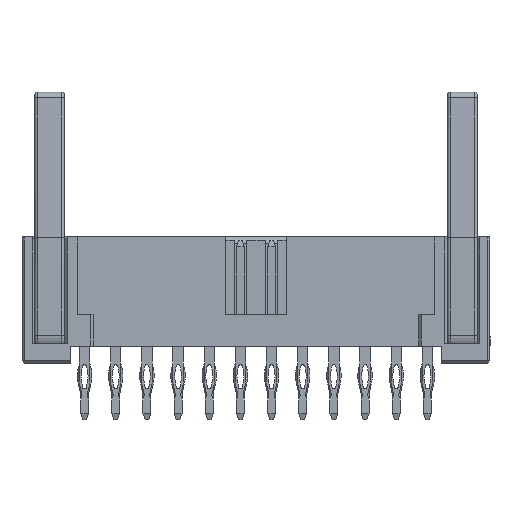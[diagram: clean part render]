
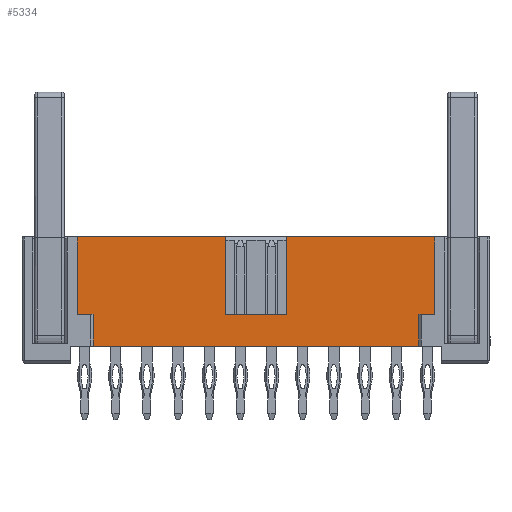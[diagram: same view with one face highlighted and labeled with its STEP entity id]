
A CAD part, front view. The second image highlights one B-rep face of the part: STEP entity #5334.
In plain terms, the highlighted planar face has unit normal (0, -1, 0).
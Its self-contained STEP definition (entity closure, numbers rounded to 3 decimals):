
#1427=CARTESIAN_POINT('',(-13.27,-4.35,-1.15));
#1428=VERTEX_POINT('',#1427);
#1435=CARTESIAN_POINT('',(-14.57,-4.35,-1.15));
#1436=VERTEX_POINT('',#1435);
#1437=CARTESIAN_POINT('',(-13.27,-4.35,-1.15));
#1438=DIRECTION('',(-1.,0.,0.));
#1439=VECTOR('',#1438,1.3);
#1440=LINE('',#1437,#1439);
#1441=EDGE_CURVE('',#1428,#1436,#1440,.T.);
#1459=CARTESIAN_POINT('',(-14.57,-4.35,5.15));
#1460=VERTEX_POINT('',#1459);
#1461=CARTESIAN_POINT('',(-14.57,-4.35,-1.15));
#1462=DIRECTION('',(0.,0.,1.));
#1463=VECTOR('',#1462,6.3);
#1464=LINE('',#1461,#1463);
#1465=EDGE_CURVE('',#1436,#1460,#1464,.T.);
#2151=CARTESIAN_POINT('',(-13.27,-4.35,-3.75));
#2152=VERTEX_POINT('',#2151);
#2153=CARTESIAN_POINT('',(-13.27,-4.35,-3.75));
#2154=DIRECTION('',(0.,0.,1.));
#2155=VECTOR('',#2154,2.6);
#2156=LINE('',#2153,#2155);
#2157=EDGE_CURVE('',#2152,#1428,#2156,.T.);
#2683=CARTESIAN_POINT('',(-2.5,-4.35,5.15));
#2684=VERTEX_POINT('',#2683);
#2685=CARTESIAN_POINT('',(-14.57,-4.35,5.15));
#2686=DIRECTION('',(1.,0.,0.));
#2687=VECTOR('',#2686,12.07);
#2688=LINE('',#2685,#2687);
#2689=EDGE_CURVE('',#1460,#2684,#2688,.T.);
#4919=CARTESIAN_POINT('',(14.57,-4.35,5.15));
#4920=VERTEX_POINT('',#4919);
#4976=CARTESIAN_POINT('',(2.5,-4.35,5.15));
#4977=VERTEX_POINT('',#4976);
#4984=CARTESIAN_POINT('',(2.5,-4.35,5.15));
#4985=DIRECTION('',(1.,0.,0.));
#4986=VECTOR('',#4985,12.07);
#4987=LINE('',#4984,#4986);
#4988=EDGE_CURVE('',#4977,#4920,#4987,.T.);
#5000=CARTESIAN_POINT('',(14.57,-4.35,-1.15));
#5001=VERTEX_POINT('',#5000);
#5002=CARTESIAN_POINT('',(14.57,-4.35,5.15));
#5003=DIRECTION('',(0.,0.,-1.));
#5004=VECTOR('',#5003,6.3);
#5005=LINE('',#5002,#5004);
#5006=EDGE_CURVE('',#4920,#5001,#5005,.T.);
#5022=CARTESIAN_POINT('',(13.27,-4.35,-1.15));
#5023=VERTEX_POINT('',#5022);
#5024=CARTESIAN_POINT('',(14.57,-4.35,-1.15));
#5025=DIRECTION('',(-1.,0.,0.));
#5026=VECTOR('',#5025,1.3);
#5027=LINE('',#5024,#5026);
#5028=EDGE_CURVE('',#5001,#5023,#5027,.T.);
#5284=CARTESIAN_POINT('',(0.,-4.35,0.7));
#5285=DIRECTION('',(1.,0.,0.));
#5286=DIRECTION('',(0.,-1.,0.));
#5287=AXIS2_PLACEMENT_3D('',#5284,#5286,#5285);
#5288=PLANE('',#5287);
#5289=CARTESIAN_POINT('',(2.5,-4.35,-1.15));
#5290=VERTEX_POINT('',#5289);
#5291=CARTESIAN_POINT('',(2.5,-4.35,5.15));
#5292=DIRECTION('',(0.,0.,-1.));
#5293=VECTOR('',#5292,6.3);
#5294=LINE('',#5291,#5293);
#5295=EDGE_CURVE('',#4977,#5290,#5294,.T.);
#5296=ORIENTED_EDGE('',*,*,#5295,.T.);
#5297=CARTESIAN_POINT('',(-2.5,-4.35,-1.15));
#5298=VERTEX_POINT('',#5297);
#5299=CARTESIAN_POINT('',(2.5,-4.35,-1.15));
#5300=DIRECTION('',(-1.,0.,0.));
#5301=VECTOR('',#5300,5.);
#5302=LINE('',#5299,#5301);
#5303=EDGE_CURVE('',#5290,#5298,#5302,.T.);
#5304=ORIENTED_EDGE('',*,*,#5303,.T.);
#5305=CARTESIAN_POINT('',(-2.5,-4.35,-1.15));
#5306=DIRECTION('',(0.,0.,1.));
#5307=VECTOR('',#5306,6.3);
#5308=LINE('',#5305,#5307);
#5309=EDGE_CURVE('',#5298,#2684,#5308,.T.);
#5310=ORIENTED_EDGE('',*,*,#5309,.T.);
#5311=ORIENTED_EDGE('',*,*,#2689,.F.);
#5312=ORIENTED_EDGE('',*,*,#1465,.F.);
#5313=ORIENTED_EDGE('',*,*,#1441,.F.);
#5314=ORIENTED_EDGE('',*,*,#2157,.F.);
#5315=CARTESIAN_POINT('',(13.27,-4.35,-3.75));
#5316=VERTEX_POINT('',#5315);
#5317=CARTESIAN_POINT('',(-13.27,-4.35,-3.75));
#5318=DIRECTION('',(1.,0.,0.));
#5319=VECTOR('',#5318,26.54);
#5320=LINE('',#5317,#5319);
#5321=EDGE_CURVE('',#2152,#5316,#5320,.T.);
#5322=ORIENTED_EDGE('',*,*,#5321,.T.);
#5323=CARTESIAN_POINT('',(13.27,-4.35,-3.75));
#5324=DIRECTION('',(0.,0.,1.));
#5325=VECTOR('',#5324,2.6);
#5326=LINE('',#5323,#5325);
#5327=EDGE_CURVE('',#5316,#5023,#5326,.T.);
#5328=ORIENTED_EDGE('',*,*,#5327,.T.);
#5329=ORIENTED_EDGE('',*,*,#5028,.F.);
#5330=ORIENTED_EDGE('',*,*,#5006,.F.);
#5331=ORIENTED_EDGE('',*,*,#4988,.F.);
#5332=EDGE_LOOP('',(#5296,#5304,#5310,#5311,#5312,#5313,#5314,#5322,#5328,#5329,#5330,#5331));
#5333=FACE_OUTER_BOUND('',#5332,.T.);
#5334=ADVANCED_FACE('',(#5333),#5288,.T.);
